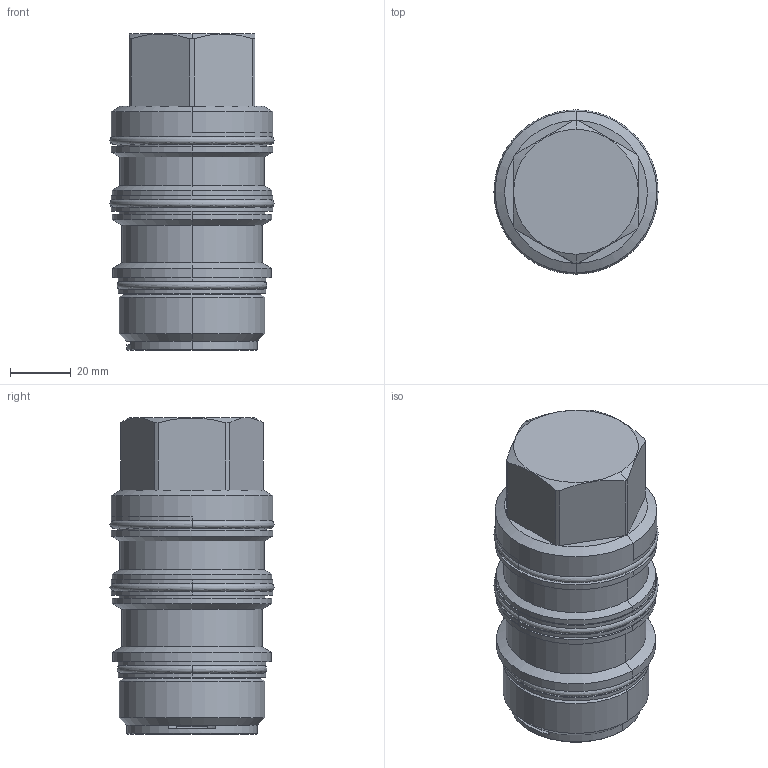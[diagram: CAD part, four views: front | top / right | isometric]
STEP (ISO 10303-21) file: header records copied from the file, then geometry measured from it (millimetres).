
FILE_DESCRIPTION((''),'2;1');
FILE_NAME('XQOAXXN','2022-06-21T09:37:02',('AlainG'),('Sun Hydraulics LLC'),'CREO PARAMETRIC BY PTC INC, 2021072','CREO PARAMETRIC BY PTC INC, 2021072','');
FILE_SCHEMA(('AUTOMOTIVE_DESIGN { 1 0 10303 214 1 1 1 1 }'));
Length unit declared in the file: inch
Products named in the file (1): XQOAXXN
Bounding box: 53.84 x 53.84 x 103.99 mm (x, y, z)
Volume: 119104.5 mm3; surface area: 36597.9 mm2
Topology: 5 solids, 6 shells, 157 faces, 344 edges, 203 vertices
Faces by surface type: cylinder 58, plane 32, cone 28, torus 27, revolution 12
Entity records: 6798 total; most frequent: CARTESIAN_POINT 1465, DIRECTION 834, ORIENTED_EDGE 684, AXIS2_PLACEMENT_3D 358, EDGE_CURVE 342, COLOUR_RGB 277, CIRCLE 204, VERTEX_POINT 203
